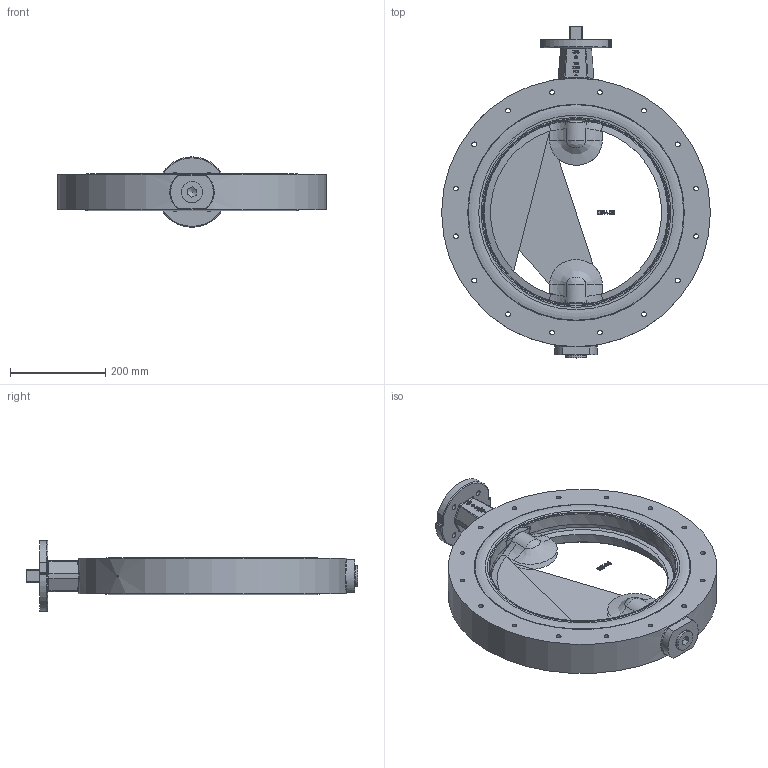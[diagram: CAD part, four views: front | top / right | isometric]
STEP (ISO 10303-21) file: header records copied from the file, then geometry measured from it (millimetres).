
FILE_DESCRIPTION((''),'2;1');
FILE_NAME('Z014-WN DN400.stp','2015-02-19T09:12:48',('hellwig'),(''),'Autodesk Inventor 2013','Autodesk Inventor 2013','');
FILE_SCHEMA(('AUTOMOTIVE_DESIGN { 1 0 10303 214 1 1 1 1 }'));
Length unit declared in the file: millimetre
Products named in the file (1): M29169_Shrinkwrap_1
Bounding box: 565 x 698 x 147.73 mm (x, y, z)
Volume: 11669207.3 mm3; surface area: 778462.6 mm2
Topology: 9 solids, 21 shells, 919 faces, 2320 edges, 1489 vertices
Faces by surface type: bspline 341, plane 286, cylinder 158, cone 57, torus 53, revolution 20, sphere 4
Full cylindrical faces by diameter (mm): 4.134 x1, 4.917 x1, 5.5 x1, 6.647 x2, 10.106 x16, 11 x4, 25 x1, 25.5 x6, 26 x1, 30 x9, 30.1 x4, 30.2 x9, 30.35 x4, 34.6 x4, 34.95 x4, 35 x3, 35.2 x1, 36.376 x2, 38.3 x1, 43.9 x1, 44 x1, 70.1 x1, 406.5 x2, 455.5 x2, 565 x1
Entity records: 32893 total; most frequent: CARTESIAN_POINT 13021, ORIENTED_EDGE 4236, DIRECTION 2967, EDGE_CURVE 2118, VERTEX_POINT 1431, EDGE_LOOP 1175, AXIS2_PLACEMENT_3D 1098, STYLED_ITEM 915
